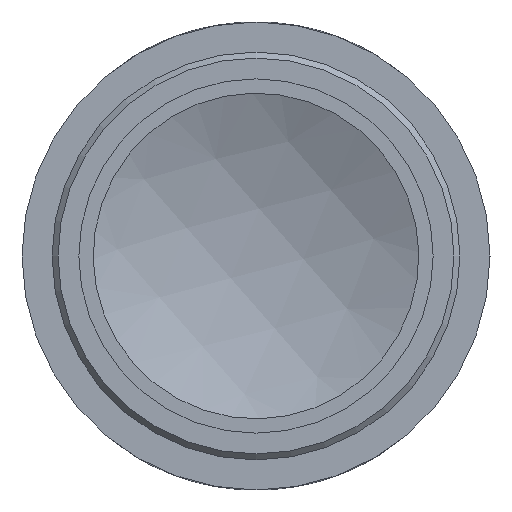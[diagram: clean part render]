
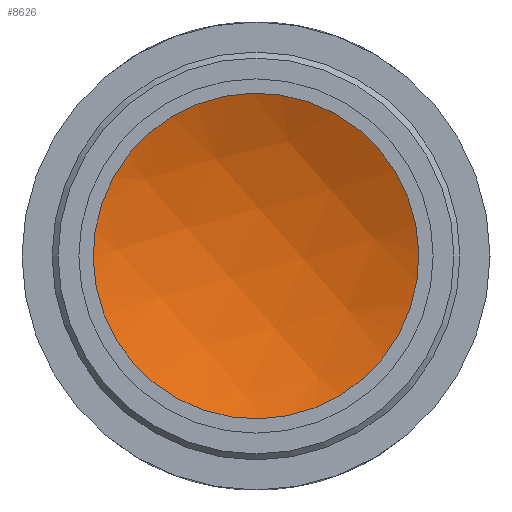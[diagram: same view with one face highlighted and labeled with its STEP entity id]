
A CAD part, left-side view. The second image highlights one B-rep face of the part: STEP entity #8626.
In plain terms, the highlighted spherical face has radius 27.999 mm.
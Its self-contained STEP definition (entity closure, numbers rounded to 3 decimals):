
#2603 = ORIENTED_EDGE ( 'NONE', *, *, #37233, .F. ) ;
#7546 = CARTESIAN_POINT ( 'NONE',  ( 0.5, -8.029, -9.158 ) ) ;
#8626 = ADVANCED_FACE ( 'NONE', ( #21177 ), #28627, .F. ) ;
#10103 = VERTEX_POINT ( 'NONE', #7546 ) ;
#12064 = DIRECTION ( 'NONE',  ( 1., 0., 0. ) ) ;
#13398 = DIRECTION ( 'NONE',  ( 0., 0.752, -0.659 ) ) ;
#13690 = AXIS2_PLACEMENT_3D ( 'NONE', #24544, #12064, #35909 ) ;
#15433 = CIRCLE ( 'NONE', #13690, 12.179 ) ;
#16516 = DIRECTION ( 'NONE',  ( 0., -0.659, -0.752 ) ) ;
#21177 = FACE_OUTER_BOUND ( 'NONE', #28007, .T. ) ;
#24544 = CARTESIAN_POINT ( 'NONE',  ( 0.5, 0., 0. ) ) ;
#28007 = EDGE_LOOP ( 'NONE', ( #2603 ) ) ;
#28627 = SPHERICAL_SURFACE ( 'NONE', #32032, 27.999 ) ;
#32032 = AXIS2_PLACEMENT_3D ( 'NONE', #34388, #13398, #16516 ) ;
#34388 = CARTESIAN_POINT ( 'NONE',  ( -24.712, 0., 0. ) ) ;
#35909 = DIRECTION ( 'NONE',  ( 0., -0.659, -0.752 ) ) ;
#37233 = EDGE_CURVE ( 'NONE', #10103, #10103, #15433, .T. ) ;
